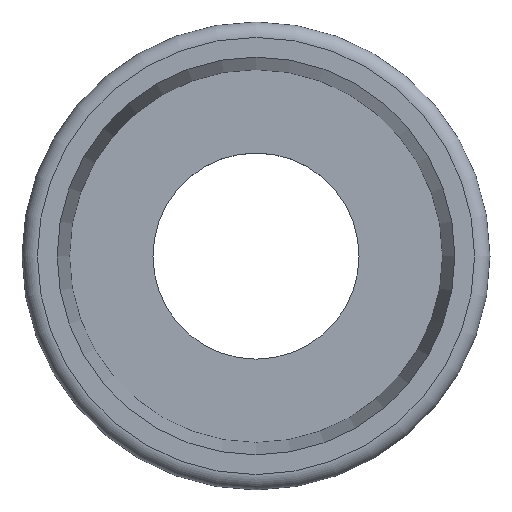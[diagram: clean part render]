
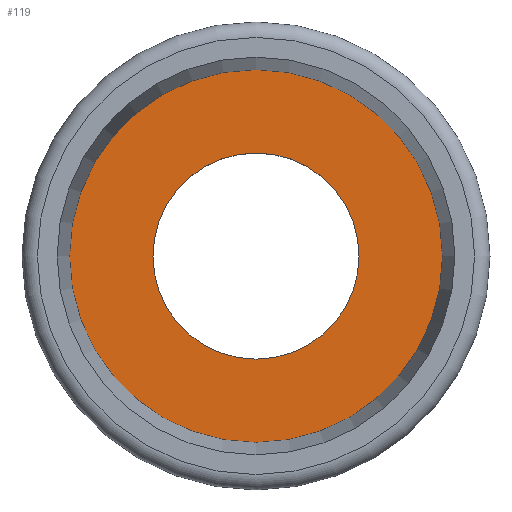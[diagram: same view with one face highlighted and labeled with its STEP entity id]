
A CAD part, top view. The second image highlights one B-rep face of the part: STEP entity #119.
In plain terms, the highlighted planar face has unit normal (0, 0, 1).
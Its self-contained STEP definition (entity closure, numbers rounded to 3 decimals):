
#18=FACE_BOUND('',#47,.T.);
#21=PLANE('',#151);
#36=FACE_OUTER_BOUND('',#46,.T.);
#46=EDGE_LOOP('',(#105));
#47=EDGE_LOOP('',(#106));
#58=CIRCLE('',#150,5.);
#59=CIRCLE('',#152,9.05);
#67=VERTEX_POINT('',#221);
#68=VERTEX_POINT('',#225);
#79=EDGE_CURVE('',#67,#67,#58,.T.);
#81=EDGE_CURVE('',#68,#68,#59,.T.);
#105=ORIENTED_EDGE('',*,*,#81,.T.);
#106=ORIENTED_EDGE('',*,*,#79,.T.);
#119=ADVANCED_FACE('',(#36,#18),#21,.T.);
#150=AXIS2_PLACEMENT_3D('',#222,#187,#188);
#151=AXIS2_PLACEMENT_3D('',#224,#190,#191);
#152=AXIS2_PLACEMENT_3D('',#226,#192,#193);
#187=DIRECTION('center_axis',(0.,0.,-1.));
#188=DIRECTION('ref_axis',(-1.,0.,0.));
#190=DIRECTION('center_axis',(0.,0.,1.));
#191=DIRECTION('ref_axis',(1.,0.,0.));
#192=DIRECTION('center_axis',(0.,0.,1.));
#193=DIRECTION('ref_axis',(-1.,0.,0.));
#221=CARTESIAN_POINT('',(5.,0.,2.));
#222=CARTESIAN_POINT('Origin',(0.,0.,2.));
#224=CARTESIAN_POINT('Origin',(0.,0.,2.));
#225=CARTESIAN_POINT('',(-9.05,0.,2.));
#226=CARTESIAN_POINT('Origin',(0.,0.,2.));
